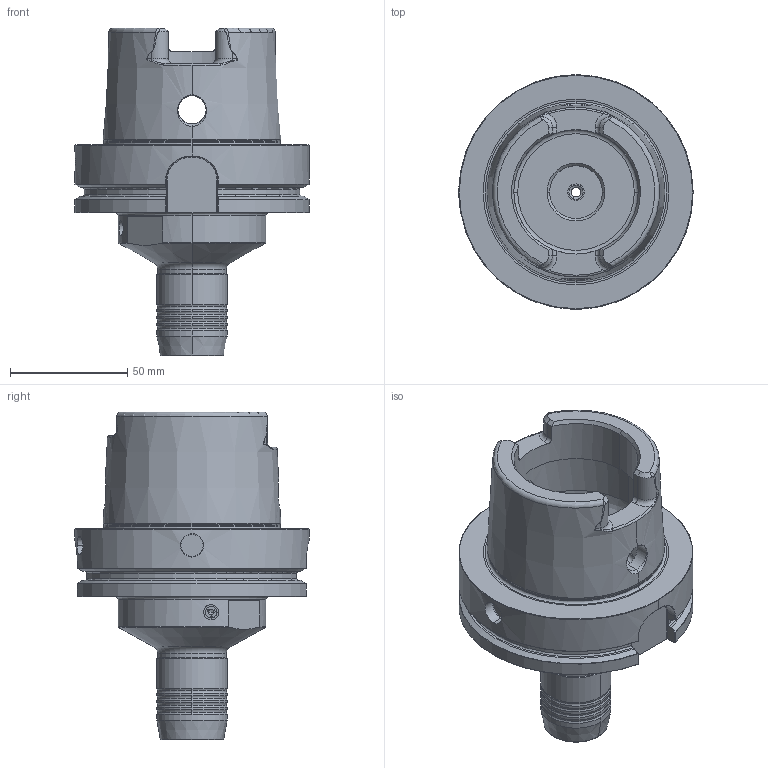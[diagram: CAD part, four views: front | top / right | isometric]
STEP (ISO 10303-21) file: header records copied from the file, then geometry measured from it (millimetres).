
FILE_DESCRIPTION (( 'STEP AP214' ), '1' );
FILE_NAME ('77.A10.010 X=90_step.STEP', '2020-09-22T06:11:49', ( '' ), ( '' ), 'SwSTEP 2.0', 'SolidWorks 2018', '' );
FILE_SCHEMA (( 'AUTOMOTIVE_DESIGN' ));
Length unit declared in the file: millimetre
Products named in the file (1): 77.A10.010 X=90_step
Bounding box: 99.93 x 99.93 x 139.9 mm (x, y, z)
Volume: 331340.3 mm3; surface area: 68679.2 mm2
Topology: 10 solids, 10 shells, 544 faces, 1278 edges, 762 vertices
Faces by surface type: cylinder 161, plane 117, cone 115, torus 109, bspline 38, sphere 4
Entity records: 26881 total; most frequent: CARTESIAN_POINT 8555, DIRECTION 2649, ORIENTED_EDGE 2520, EDGE_CURVE 1260, AXIS2_PLACEMENT_3D 1121, VERTEX_POINT 756, CIRCLE 614, EDGE_LOOP 582
